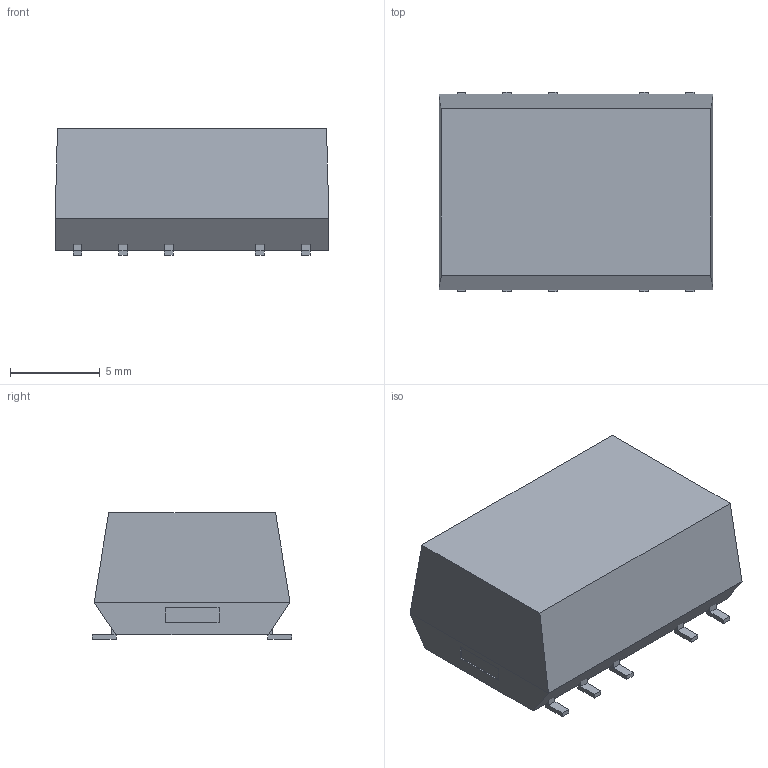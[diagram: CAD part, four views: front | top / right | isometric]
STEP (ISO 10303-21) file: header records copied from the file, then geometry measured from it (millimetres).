
FILE_DESCRIPTION(('FreeCAD Model'),'2;1');
FILE_NAME('NU-E2K.step', '2020-05-26T13:39:59',('Author'),(''), 'Open CASCADE STEP processor 7.2','FreeCAD','Unknown');
FILE_SCHEMA(('AUTOMOTIVE_DESIGN { 1 0 10303 214 1 1 1 1 }'));
Length unit declared in the file: millimetre
Products named in the file (11): case; pin1; pin12; pin11; pin10; pin8; pin7; pin6; pin5; pin2; pin3
Bounding box: 15.24 x 11.1 x 7.05 mm (x, y, z)
Volume: 1027.7 mm3; surface area: 701 mm2
Topology: 11 solids, 11 shells, 139 faces, 298 edges, 184 vertices
Faces by surface type: plane 135, cylinder 4
Entity records: 7708 total; most frequent: CARTESIAN_POINT 1250, DIRECTION 1170, LINE 870, VECTOR 870, ORIENTED_EDGE 596, PCURVE 596, DEFINITIONAL_REPRESENTATION 596, EDGE_CURVE 298
